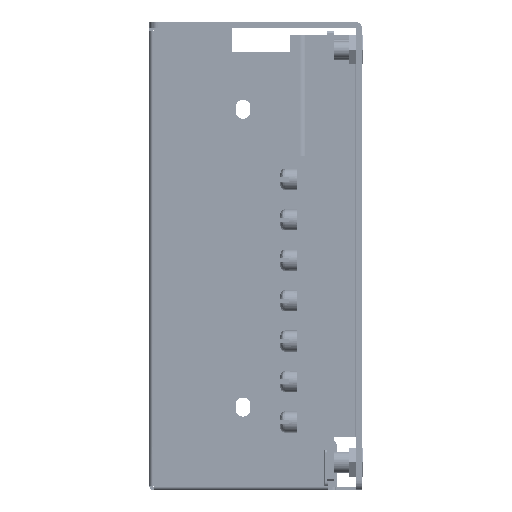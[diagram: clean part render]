
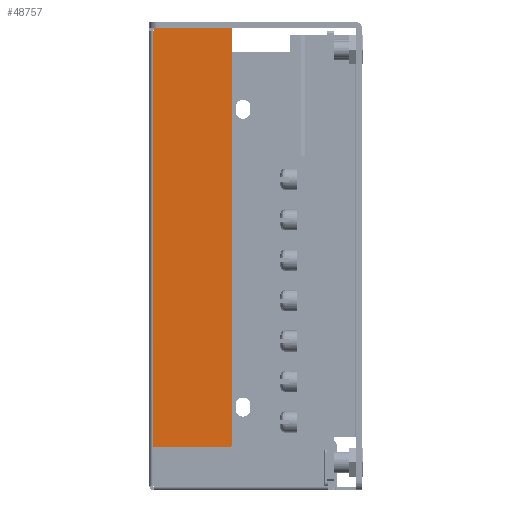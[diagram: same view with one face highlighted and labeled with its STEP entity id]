
A CAD part, left-side view. The second image highlights one B-rep face of the part: STEP entity #48757.
In plain terms, the highlighted face is planar.
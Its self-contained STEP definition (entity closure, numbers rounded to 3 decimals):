
#2498 = EDGE_CURVE ( 'NONE', #96908, #6068, #80185, .T. ) ;
#4321 = CARTESIAN_POINT ( 'NONE',  ( 85.094, 42.869, 0.8 ) ) ;
#5398 = AXIS2_PLACEMENT_3D ( 'NONE', #11571, #55204, #41785 ) ;
#5491 = DIRECTION ( 'NONE',  ( 1., 0., 0. ) ) ;
#6068 = VERTEX_POINT ( 'NONE', #35154 ) ;
#6310 = VECTOR ( 'NONE', #45514, 1000. ) ;
#7828 = DIRECTION ( 'NONE',  ( 0., 1., 0. ) ) ;
#11571 = CARTESIAN_POINT ( 'NONE',  ( 85.094, 42.069, 0.8 ) ) ;
#12093 = CARTESIAN_POINT ( 'NONE',  ( 85.894, 43.069, 0.8 ) ) ;
#12260 = CARTESIAN_POINT ( 'NONE',  ( -12.306, 24.369, 0.8 ) ) ;
#12785 = EDGE_CURVE ( 'NONE', #45973, #51044, #32865, .T. ) ;
#12891 = EDGE_CURVE ( 'NONE', #44628, #67387, #96435, .T. ) ;
#14335 = EDGE_CURVE ( 'NONE', #86066, #67387, #67932, .T. ) ;
#16531 = VECTOR ( 'NONE', #5491, 1000. ) ;
#17146 = ORIENTED_EDGE ( 'NONE', *, *, #12785, .F. ) ;
#17997 = CARTESIAN_POINT ( 'NONE',  ( -13.106, 25.169, 0.8 ) ) ;
#19196 = EDGE_CURVE ( 'NONE', #95725, #44628, #47808, .T. ) ;
#20785 = ORIENTED_EDGE ( 'NONE', *, *, #95647, .F. ) ;
#22577 = ORIENTED_EDGE ( 'NONE', *, *, #12891, .F. ) ;
#23952 = DIRECTION ( 'NONE',  ( 0., 0., -1. ) ) ;
#27512 = EDGE_CURVE ( 'NONE', #68827, #86066, #96491, .T. ) ;
#32865 = LINE ( 'NONE', #94010, #92652 ) ;
#35154 = CARTESIAN_POINT ( 'NONE',  ( 85.894, 25.169, 0.8 ) ) ;
#40095 = ORIENTED_EDGE ( 'NONE', *, *, #19196, .F. ) ;
#41785 = DIRECTION ( 'NONE',  ( 1., 0., 0. ) ) ;
#41950 = DIRECTION ( 'NONE',  ( 1., 0., 0. ) ) ;
#43380 = PLANE ( 'NONE',  #47168 ) ;
#44628 = VERTEX_POINT ( 'NONE', #89159 ) ;
#44768 = CARTESIAN_POINT ( 'NONE',  ( -12.306, 25.169, 0.8 ) ) ;
#45514 = DIRECTION ( 'NONE',  ( -1., 0., 0. ) ) ;
#45973 = VERTEX_POINT ( 'NONE', #50297 ) ;
#46525 = AXIS2_PLACEMENT_3D ( 'NONE', #77623, #23952, #84624 ) ;
#47168 = AXIS2_PLACEMENT_3D ( 'NONE', #72847, #81256, #41950 ) ;
#47808 = LINE ( 'NONE', #55240, #86530 ) ;
#48151 = CIRCLE ( 'NONE', #5398, 0.8 ) ;
#48757 = ADVANCED_FACE ( 'NONE', ( #73823 ), #43380, .T. ) ;
#49676 = CARTESIAN_POINT ( 'NONE',  ( 84.894, 43.069, 0.8 ) ) ;
#50297 = CARTESIAN_POINT ( 'NONE',  ( 85.094, 24.369, 0.8 ) ) ;
#51044 = VERTEX_POINT ( 'NONE', #12260 ) ;
#51506 = ORIENTED_EDGE ( 'NONE', *, *, #27512, .T. ) ;
#55204 = DIRECTION ( 'NONE',  ( 0., 0., 1. ) ) ;
#55240 = CARTESIAN_POINT ( 'NONE',  ( -13.106, 24.369, 0.8 ) ) ;
#56729 = DIRECTION ( 'NONE',  ( 0., -1., 0. ) ) ;
#60193 = DIRECTION ( 'NONE',  ( 1., 0., 0. ) ) ;
#60931 = CARTESIAN_POINT ( 'NONE',  ( 84.894, 31.287, 0.8 ) ) ;
#61650 = ORIENTED_EDGE ( 'NONE', *, *, #68546, .F. ) ;
#63046 = AXIS2_PLACEMENT_3D ( 'NONE', #44768, #75204, #60193 ) ;
#65646 = ORIENTED_EDGE ( 'NONE', *, *, #65766, .T. ) ;
#65766 = EDGE_CURVE ( 'NONE', #96908, #68827, #48151, .T. ) ;
#67387 = VERTEX_POINT ( 'NONE', #49676 ) ;
#67656 = EDGE_LOOP ( 'NONE', ( #20785, #83031, #65646, #51506, #71769, #22577, #40095, #61650, #17146 ) ) ;
#67932 = LINE ( 'NONE', #60931, #93475 ) ;
#68546 = EDGE_CURVE ( 'NONE', #51044, #95725, #88526, .T. ) ;
#68827 = VERTEX_POINT ( 'NONE', #4321 ) ;
#70248 = CARTESIAN_POINT ( 'NONE',  ( 84.894, 42.869, 0.8 ) ) ;
#71769 = ORIENTED_EDGE ( 'NONE', *, *, #14335, .T. ) ;
#72847 = CARTESIAN_POINT ( 'NONE',  ( 20.494, 31.287, 0.8 ) ) ;
#73823 = FACE_OUTER_BOUND ( 'NONE', #67656, .T. ) ;
#75204 = DIRECTION ( 'NONE',  ( 0., 0., -1. ) ) ;
#77234 = DIRECTION ( 'NONE',  ( 0., 1., 0. ) ) ;
#77623 = CARTESIAN_POINT ( 'NONE',  ( 85.094, 25.169, 0.8 ) ) ;
#80185 = LINE ( 'NONE', #12093, #82034 ) ;
#81256 = DIRECTION ( 'NONE',  ( 0., 0., 1. ) ) ;
#82034 = VECTOR ( 'NONE', #56729, 1000. ) ;
#83031 = ORIENTED_EDGE ( 'NONE', *, *, #2498, .F. ) ;
#84595 = DIRECTION ( 'NONE',  ( -1., 0., 0. ) ) ;
#84624 = DIRECTION ( 'NONE',  ( 1., 0., 0. ) ) ;
#86066 = VERTEX_POINT ( 'NONE', #70248 ) ;
#86530 = VECTOR ( 'NONE', #77234, 1000. ) ;
#87550 = CARTESIAN_POINT ( 'NONE',  ( 22.189, 43.069, 0.8 ) ) ;
#88526 = CIRCLE ( 'NONE', #63046, 0.8 ) ;
#89159 = CARTESIAN_POINT ( 'NONE',  ( -13.106, 43.069, 0.8 ) ) ;
#89470 = CIRCLE ( 'NONE', #46525, 0.8 ) ;
#91845 = CARTESIAN_POINT ( 'NONE',  ( 20.494, 42.869, 0.8 ) ) ;
#92652 = VECTOR ( 'NONE', #84595, 1000. ) ;
#93475 = VECTOR ( 'NONE', #7828, 1000. ) ;
#94010 = CARTESIAN_POINT ( 'NONE',  ( 85.894, 24.369, 0.8 ) ) ;
#95647 = EDGE_CURVE ( 'NONE', #6068, #45973, #89470, .T. ) ;
#95725 = VERTEX_POINT ( 'NONE', #17997 ) ;
#96360 = CARTESIAN_POINT ( 'NONE',  ( 85.894, 42.069, 0.8 ) ) ;
#96435 = LINE ( 'NONE', #87550, #16531 ) ;
#96491 = LINE ( 'NONE', #91845, #6310 ) ;
#96908 = VERTEX_POINT ( 'NONE', #96360 ) ;
